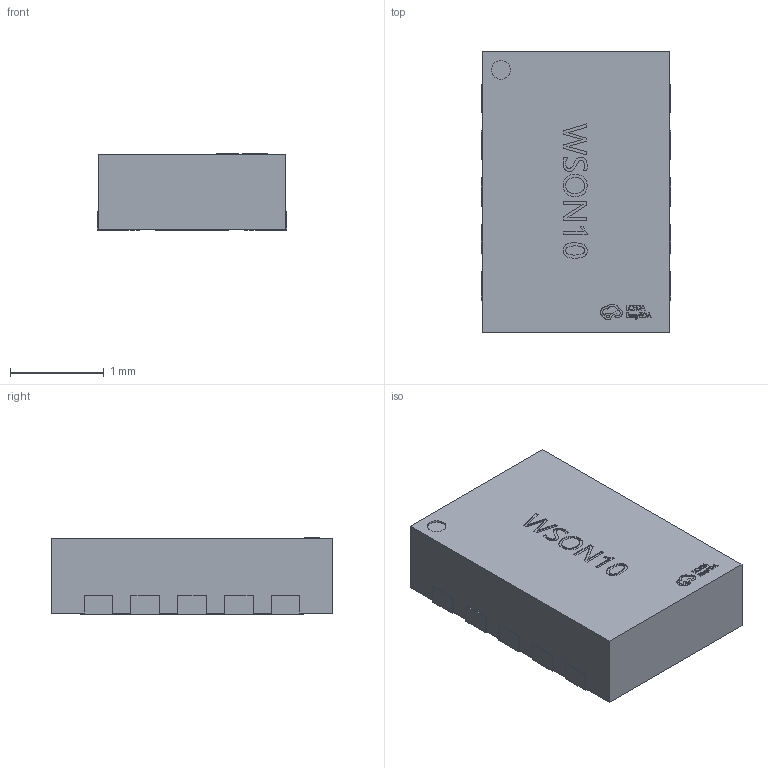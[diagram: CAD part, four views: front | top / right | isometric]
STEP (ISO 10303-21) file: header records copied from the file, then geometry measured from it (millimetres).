
FILE_DESCRIPTION (( 'STEP AP214' ), '1' );
FILE_NAME ('WSON-10_L3.0-W2.0-H0.8-P0.50.step', '2022-07-26T09:34:44', ( '' ), ( '' ), 'SwSTEP 2.0', 'SolidWorks 2020', '' );
FILE_SCHEMA (( 'AUTOMOTIVE_DESIGN' ));
Length unit declared in the file: millimetre
Products named in the file (1): WSON-10_L3.0-W2.0-H0.8-P0.50
Bounding box: 2.02 x 3 x 0.81 mm (x, y, z)
Volume: 4.8 mm3; surface area: 20.5 mm2
Topology: 14 solids, 14 shells, 451 faces, 1218 edges, 812 vertices
Faces by surface type: plane 282, bspline 152, cylinder 17
Entity records: 21531 total; most frequent: CARTESIAN_POINT 6866, ORIENTED_EDGE 2436, DIRECTION 1544, EDGE_CURVE 1218, VECTOR 876, LINE 876, VERTEX_POINT 812, EDGE_LOOP 480
